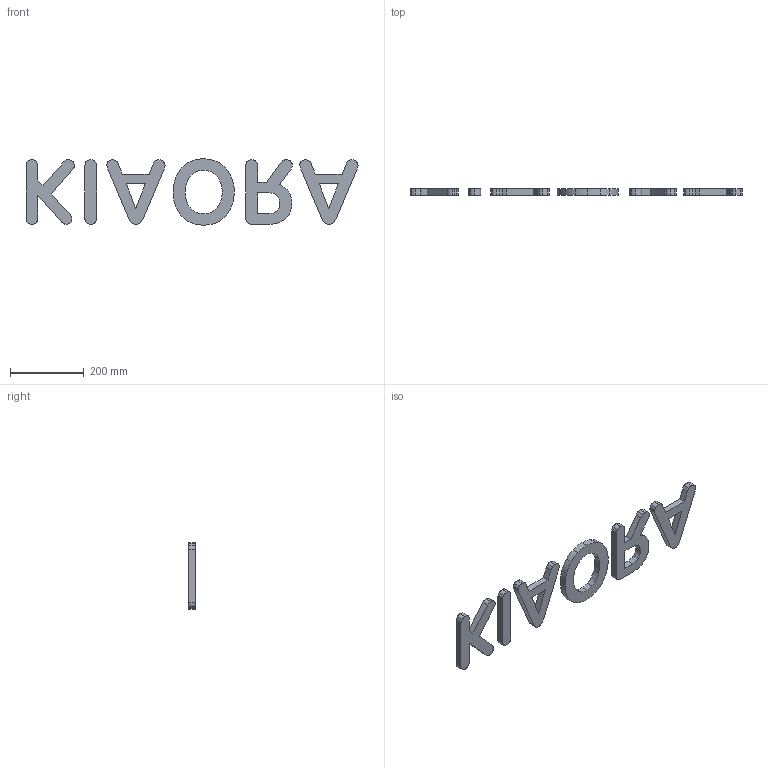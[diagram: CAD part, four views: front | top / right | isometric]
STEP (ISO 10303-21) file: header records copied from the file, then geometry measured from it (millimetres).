
FILE_DESCRIPTION (( 'STEP AP214' ), '1' );
FILE_NAME ('kIAOra.STEP', '2022-10-17T04:52:57', ( '' ), ( '' ), 'SwSTEP 2.0', 'SolidWorks 2021', '' );
FILE_SCHEMA (( 'AUTOMOTIVE_DESIGN' ));
Length unit declared in the file: millimetre
Products named in the file (1): kIAOra
Bounding box: 900.98 x 18 x 180.12 mm (x, y, z)
Volume: 1257502.2 mm3; surface area: 221493.1 mm2
Topology: 6 solids, 6 shells, 166 faces, 462 edges, 308 vertices
Faces by surface type: bspline 113, plane 53
Entity records: 7319 total; most frequent: CARTESIAN_POINT 3746, ORIENTED_EDGE 924, EDGE_CURVE 462, DIRECTION 344, VERTEX_POINT 308, LINE 236, VECTOR 236, B_SPLINE_CURVE_WITH_KNOTS 226
